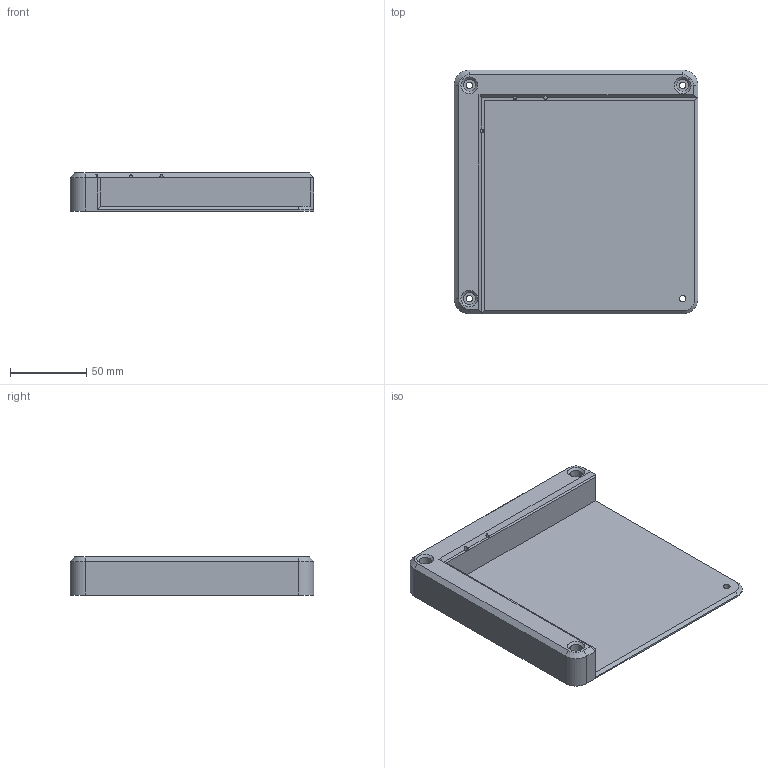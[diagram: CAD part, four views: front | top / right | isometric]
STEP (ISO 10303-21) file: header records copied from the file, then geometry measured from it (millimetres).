
FILE_DESCRIPTION(('FreeCAD Model'),'2;1');
FILE_NAME('Open CASCADE Shape Model','2025-01-02T12:13:53',(''),(''), 'Open CASCADE STEP processor 7.8','FreeCAD','Unknown');
FILE_SCHEMA(('AUTOMOTIVE_DESIGN { 1 0 10303 214 1 1 1 1 }'));
Length unit declared in the file: millimetre
Products named in the file (1): Body
Bounding box: 160 x 160 x 25 mm (x, y, z)
Volume: 198888.9 mm3; surface area: 67125.9 mm2
Topology: 1 solids, 1 shells, 54 faces, 131 edges, 82 vertices
Faces by surface type: plane 29, cylinder 14, cone 11
Full cylindrical faces by diameter (mm): 2.2 x3, 4.3 x4, 8 x3
Entity records: 1620 total; most frequent: DIRECTION 296, CARTESIAN_POINT 268, ORIENTED_EDGE 262, EDGE_CURVE 131, AXIS2_PLACEMENT_3D 110, VERTEX_POINT 82, LINE 76, VECTOR 76
